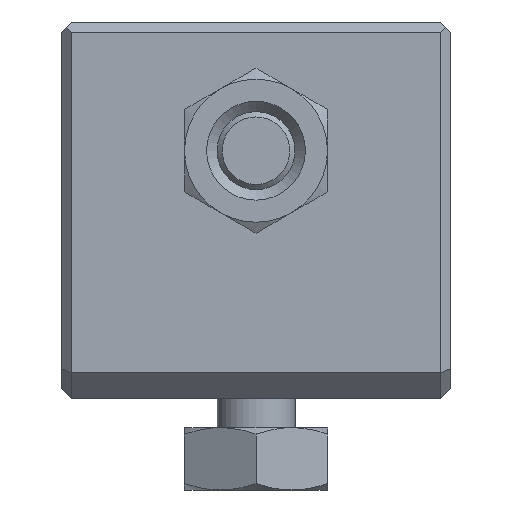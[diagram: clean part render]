
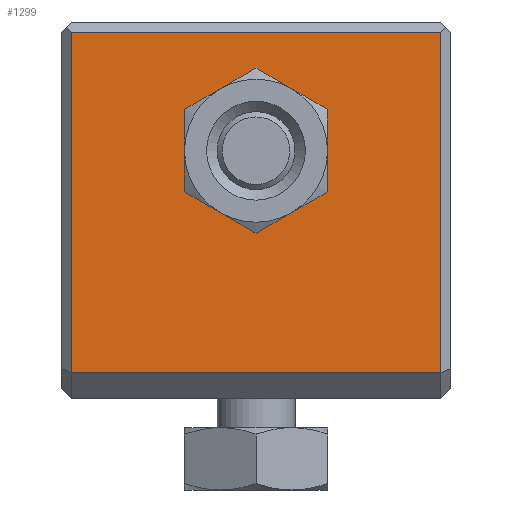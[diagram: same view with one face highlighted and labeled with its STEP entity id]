
A CAD part, left-side view. The second image highlights one B-rep face of the part: STEP entity #1299.
In plain terms, the highlighted planar face has unit normal (-1, 0, 0).
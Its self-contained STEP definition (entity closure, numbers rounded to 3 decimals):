
#50=FACE_BOUND('',#287,.T.);
#118=PLANE('',#1457);
#198=FACE_OUTER_BOUND('',#286,.T.);
#286=EDGE_LOOP('',(#1112,#1113,#1114,#1115));
#287=EDGE_LOOP('',(#1116));
#377=LINE('',#2193,#489);
#378=LINE('',#2195,#490);
#379=LINE('',#2197,#491);
#380=LINE('',#2198,#492);
#489=VECTOR('',#1754,10.);
#490=VECTOR('',#1755,10.);
#491=VECTOR('',#1756,10.);
#492=VECTOR('',#1757,10.);
#568=CIRCLE('',#1456,2.05);
#651=VERTEX_POINT('',#2187);
#652=VERTEX_POINT('',#2191);
#653=VERTEX_POINT('',#2192);
#654=VERTEX_POINT('',#2194);
#655=VERTEX_POINT('',#2196);
#809=EDGE_CURVE('',#651,#651,#568,.T.);
#811=EDGE_CURVE('',#652,#653,#377,.T.);
#812=EDGE_CURVE('',#654,#652,#378,.T.);
#813=EDGE_CURVE('',#655,#654,#379,.T.);
#814=EDGE_CURVE('',#653,#655,#380,.T.);
#1112=ORIENTED_EDGE('',*,*,#811,.F.);
#1113=ORIENTED_EDGE('',*,*,#812,.F.);
#1114=ORIENTED_EDGE('',*,*,#813,.F.);
#1115=ORIENTED_EDGE('',*,*,#814,.F.);
#1116=ORIENTED_EDGE('',*,*,#809,.F.);
#1299=ADVANCED_FACE('',(#198,#50),#118,.T.);
#1456=AXIS2_PLACEMENT_3D('',#2188,#1749,#1750);
#1457=AXIS2_PLACEMENT_3D('',#2190,#1752,#1753);
#1749=DIRECTION('center_axis',(-1.,0.,0.));
#1750=DIRECTION('ref_axis',(0.,-1.,0.));
#1752=DIRECTION('center_axis',(-1.,0.,0.));
#1753=DIRECTION('ref_axis',(0.,0.,1.));
#1754=DIRECTION('',(0.,-1.,0.));
#1755=DIRECTION('',(0.,0.,1.));
#1756=DIRECTION('',(0.,1.,0.));
#1757=DIRECTION('',(0.,0.,-1.));
#2187=CARTESIAN_POINT('',(-1.,9.55,8.55));
#2188=CARTESIAN_POINT('Origin',(-1.,7.5,8.55));
#2190=CARTESIAN_POINT('Origin',(-1.,15.,0.));
#2191=CARTESIAN_POINT('',(-1.,14.6,13.1));
#2192=CARTESIAN_POINT('',(-1.,0.4,13.1));
#2193=CARTESIAN_POINT('',(-1.,11.25,13.1));
#2194=CARTESIAN_POINT('',(-1.,14.6,0.));
#2195=CARTESIAN_POINT('',(-1.,14.6,0.));
#2196=CARTESIAN_POINT('',(-1.,0.4,0.));
#2197=CARTESIAN_POINT('',(-1.,11.25,0.));
#2198=CARTESIAN_POINT('',(-1.,0.4,0.));
